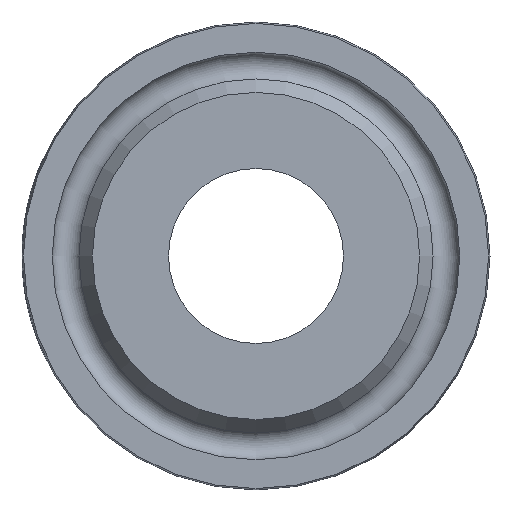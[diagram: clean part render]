
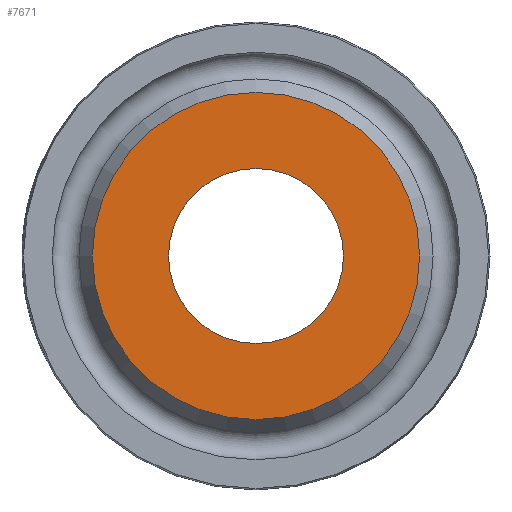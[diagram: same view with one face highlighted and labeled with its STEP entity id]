
A CAD part, left-side view. The second image highlights one B-rep face of the part: STEP entity #7671.
In plain terms, the highlighted planar face has unit normal (-1, 0, 0).
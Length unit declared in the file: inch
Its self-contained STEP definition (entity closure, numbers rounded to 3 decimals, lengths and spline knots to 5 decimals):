
#117=FACE_BOUND('',#1397,.T.);
#118=FACE_BOUND('',#1398,.T.);
#291=PLANE('',#8108);
#1397=EDGE_LOOP('',(#7168));
#1398=EDGE_LOOP('',(#7169));
#1578=CIRCLE('',#8107,0.34605);
#1579=CIRCLE('',#8109,0.185);
#3769=VERTEX_POINT('',#17069);
#3770=VERTEX_POINT('',#17072);
#4904=EDGE_CURVE('',#3769,#3769,#1578,.T.);
#4905=EDGE_CURVE('',#3770,#3770,#1579,.T.);
#7168=ORIENTED_EDGE('',*,*,#4905,.F.);
#7169=ORIENTED_EDGE('',*,*,#4904,.T.);
#7671=ADVANCED_FACE('',(#117,#118),#291,.T.);
#8107=AXIS2_PLACEMENT_3D('',#17070,#9482,#9483);
#8108=AXIS2_PLACEMENT_3D('',#17071,#9484,#9485);
#8109=AXIS2_PLACEMENT_3D('',#17073,#9486,#9487);
#9482=DIRECTION('center_axis',(-1.,0.,0.));
#9483=DIRECTION('ref_axis',(0.,1.,0.));
#9484=DIRECTION('center_axis',(-1.,0.,0.));
#9485=DIRECTION('ref_axis',(0.,0.,1.));
#9486=DIRECTION('center_axis',(-1.,0.,0.));
#9487=DIRECTION('ref_axis',(0.,1.,0.));
#17069=CARTESIAN_POINT('',(0.031,0.34605,0.));
#17070=CARTESIAN_POINT('Origin',(0.031,0.,
0.));
#17071=CARTESIAN_POINT('Origin',(0.031,0.26553,0.));
#17072=CARTESIAN_POINT('',(0.031,0.185,0.));
#17073=CARTESIAN_POINT('Origin',(0.031,0.,
0.));
